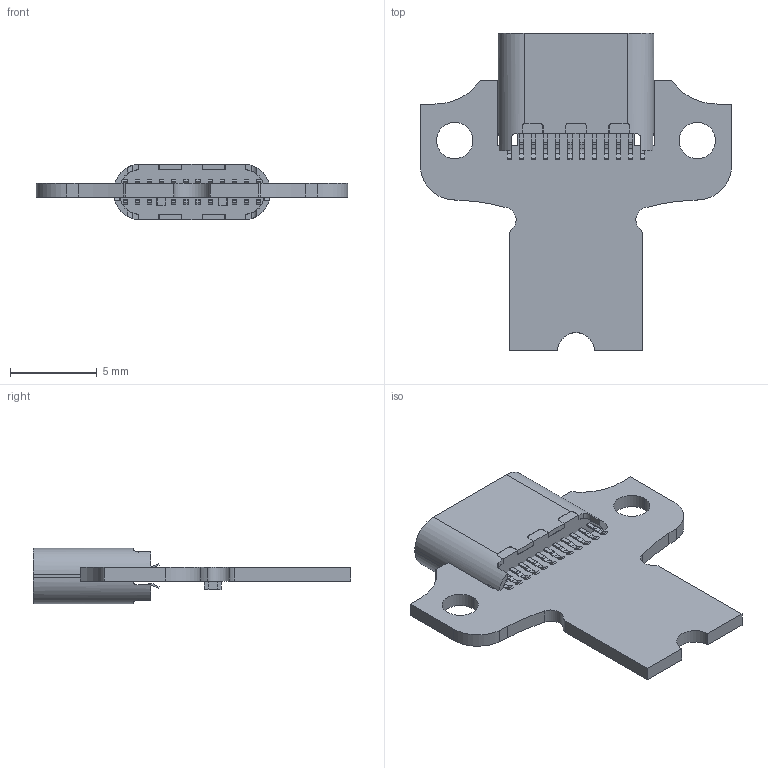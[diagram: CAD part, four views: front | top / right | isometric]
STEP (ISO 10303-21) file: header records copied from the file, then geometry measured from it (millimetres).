
FILE_DESCRIPTION(/* description */ (''),/* implementation_level */ '2;1');
FILE_NAME(/* name */ '3D_小板',/* time_stamp */ '2025-09-24T20:49:22+08:00',/* author */ (''),/* organization */ (''),/* preprocessor_version */ 'ST-DEVELOPER v19.2',/* originating_system */ 'Rhino 8.2',/* authorisation */ '');
FILE_SCHEMA (('CONFIG_CONTROL_DESIGN'));
Length unit declared in the file: millimetre
Products named in the file (1): Document
Bounding box: 18 x 18.36 x 3.2 mm (x, y, z)
Volume: 207.3 mm3; surface area: 794.4 mm2
Topology: 5 solids, 5 shells, 778 faces, 2144 edges, 1384 vertices
Faces by surface type: plane 515, cylinder 243, bspline 20
Entity records: 31291 total; most frequent: CARTESIAN_POINT 8634, ORIENTED_EDGE 4256, EDGE_CURVE 2128, DIRECTION 1806, B_SPLINE_CURVE_WITH_KNOTS 1606, VERTEX_POINT 1384, AXIS2_PLACEMENT_3D 1282, EDGE_LOOP 808
